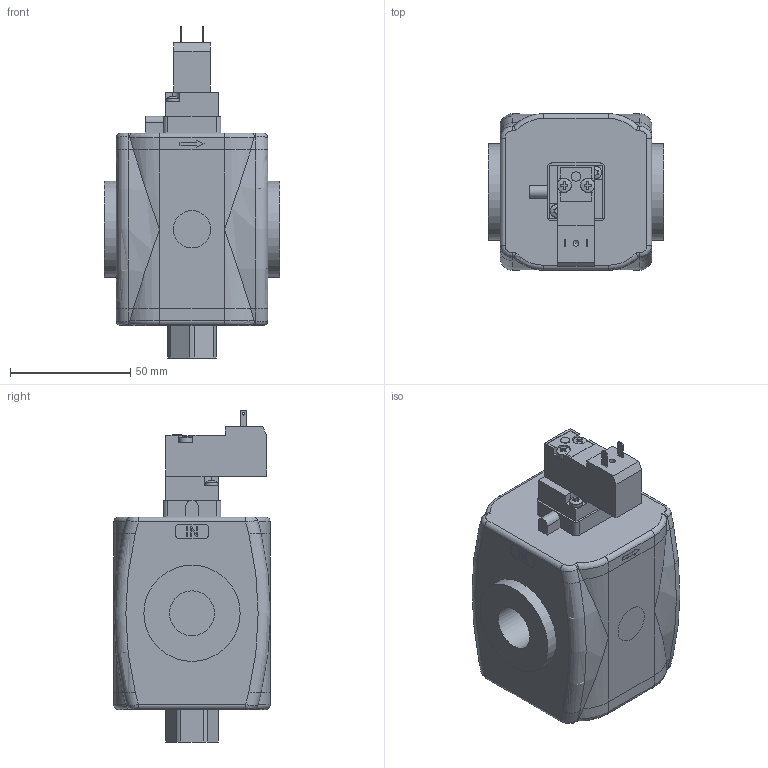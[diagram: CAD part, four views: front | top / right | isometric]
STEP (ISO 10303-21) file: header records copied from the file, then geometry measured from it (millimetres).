
FILE_DESCRIPTION((''),'2;1');
FILE_NAME('#173BVEA#.stp','2013-06-10T10:08:40',('valotma1'),(''),'Autodesk Inventor 2013','Autodesk Inventor 2013','');
FILE_SCHEMA(('AUTOMOTIVE_DESIGN { 1 0 10303 214 1 1 1 1 }'));
Length unit declared in the file: millimetre
Products named in the file (5): #173BVEA#; #173BVE; VAPTRX3x12; 305-540 (adattatore22-15); N33#-0_
Assembly tree (5 placements, depth 2):
  #173BVEA#
    #173BVE
    VAPTRX3x12  x2
    305-540 (adattatore22-15)
    N33#-0_
Bounding box: 73 x 65 x 137.99 mm (x, y, z)
Volume: 344580.6 mm3; surface area: 39188.1 mm2
Topology: 6 solids, 6 shells, 409 faces, 971 edges, 608 vertices
Faces by surface type: plane 203, cylinder 135, torus 24, bspline 20, sphere 16, cone 11
Full cylindrical faces by diameter (mm): 1 x2, 2 x5, 2.459 x3, 3 x4, 3.1 x2, 3.2 x2, 3.9 x1, 5.5 x2, 5.8 x2, 14.95 x1, 18.631 x2, 23.8 x1, 28.8 x1, 40 x2
Entity records: 11162 total; most frequent: CARTESIAN_POINT 2648, DIRECTION 1696, ORIENTED_EDGE 1652, EDGE_CURVE 826, AXIS2_PLACEMENT_3D 602, VERTEX_POINT 544, VECTOR 492, LINE 492
